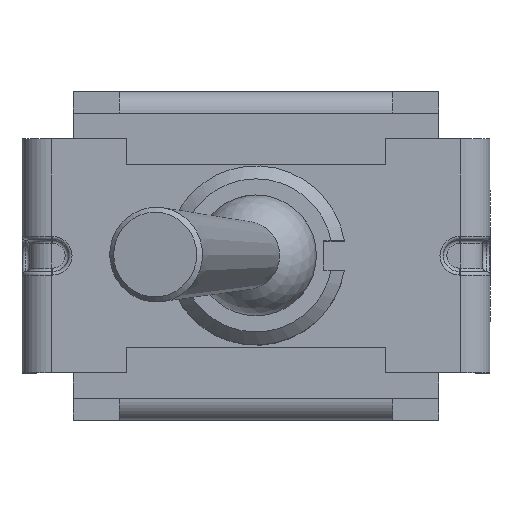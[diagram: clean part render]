
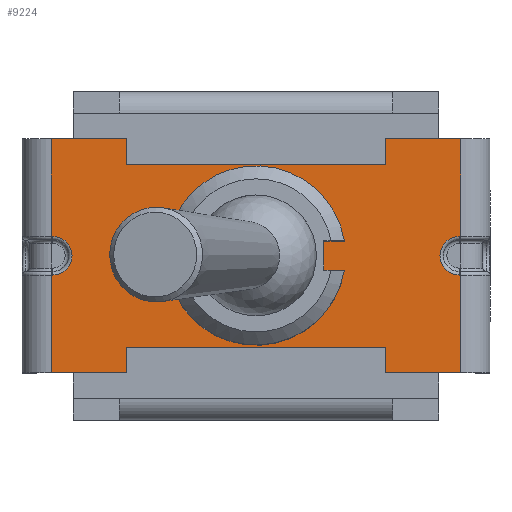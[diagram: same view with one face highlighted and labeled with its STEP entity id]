
A CAD part, top view. The second image highlights one B-rep face of the part: STEP entity #9224.
In plain terms, the highlighted planar face has unit normal (0, 0, 1).
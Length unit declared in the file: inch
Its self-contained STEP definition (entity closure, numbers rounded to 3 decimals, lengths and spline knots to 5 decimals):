
#69=FACE_BOUND('',#3585,.T.);
#517=PLANE('',#10083);
#1165=LINE('',#14344,#2167);
#1226=LINE('',#14528,#2228);
#1247=LINE('',#14655,#2249);
#1252=LINE('',#14675,#2254);
#1253=LINE('',#14682,#2255);
#1277=LINE('',#14764,#2279);
#1299=LINE('',#14928,#2301);
#1322=LINE('',#14990,#2324);
#1323=LINE('',#15001,#2325);
#1334=LINE('',#15026,#2336);
#1338=LINE('',#15032,#2340);
#1340=LINE('',#15036,#2342);
#1343=LINE('',#15042,#2345);
#1345=LINE('',#15045,#2347);
#1346=LINE('',#15047,#2348);
#1347=LINE('',#15050,#2349);
#1350=LINE('',#15055,#2352);
#1351=LINE('',#15057,#2353);
#1392=LINE('',#15176,#2394);
#1393=LINE('',#15178,#2395);
#1394=LINE('',#15180,#2396);
#2167=VECTOR('',#11638,0.3937);
#2228=VECTOR('',#11797,0.3937);
#2249=VECTOR('',#11934,0.3937);
#2254=VECTOR('',#11959,0.3937);
#2255=VECTOR('',#11970,0.3937);
#2279=VECTOR('',#12066,0.3937);
#2301=VECTOR('',#12192,0.3937);
#2324=VECTOR('',#12247,0.3937);
#2325=VECTOR('',#12266,0.3937);
#2336=VECTOR('',#12301,0.3937);
#2340=VECTOR('',#12307,0.3937);
#2342=VECTOR('',#12311,0.3937);
#2345=VECTOR('',#12316,0.3937);
#2347=VECTOR('',#12320,0.3937);
#2348=VECTOR('',#12323,0.3937);
#2349=VECTOR('',#12326,0.3937);
#2352=VECTOR('',#12331,0.3937);
#2353=VECTOR('',#12334,0.3937);
#2394=VECTOR('',#12483,0.3937);
#2395=VECTOR('',#12484,0.3937);
#2396=VECTOR('',#12485,0.3937);
#3046=FACE_OUTER_BOUND('',#3584,.T.);
#3584=EDGE_LOOP('',(#8310,#8311,#8312,#8313,#8314,#8315,#8316,#8317,#8318,
#8319,#8320,#8321,#8322,#8323,#8324,#8325,#8326,#8327,#8328,#8329));
#3585=EDGE_LOOP('',(#8330,#8331,#8332,#8333));
#3858=CIRCLE('',#9894,0.02638);
#3915=CIRCLE('',#10005,0.02638);
#3936=CIRCLE('',#10084,0.12244);
#4403=VERTEX_POINT('',#14333);
#4407=VERTEX_POINT('',#14342);
#4480=VERTEX_POINT('',#14524);
#4481=VERTEX_POINT('',#14526);
#4508=VERTEX_POINT('',#14652);
#4509=VERTEX_POINT('',#14654);
#4514=VERTEX_POINT('',#14674);
#4515=VERTEX_POINT('',#14678);
#4535=VERTEX_POINT('',#14758);
#4537=VERTEX_POINT('',#14762);
#4570=VERTEX_POINT('',#14925);
#4594=VERTEX_POINT('',#14989);
#4595=VERTEX_POINT('',#14995);
#4597=VERTEX_POINT('',#15024);
#4598=VERTEX_POINT('',#15029);
#4599=VERTEX_POINT('',#15034);
#4600=VERTEX_POINT('',#15039);
#4601=VERTEX_POINT('',#15041);
#4602=VERTEX_POINT('',#15049);
#4603=VERTEX_POINT('',#15053);
#4626=VERTEX_POINT('',#15174);
#4627=VERTEX_POINT('',#15175);
#4628=VERTEX_POINT('',#15177);
#4629=VERTEX_POINT('',#15179);
#5503=EDGE_CURVE('',#4407,#4403,#1165,.T.);
#5594=EDGE_CURVE('',#4480,#4481,#1226,.T.);
#5648=EDGE_CURVE('',#4509,#4508,#1247,.T.);
#5658=EDGE_CURVE('',#4480,#4514,#1252,.T.);
#5660=EDGE_CURVE('',#4514,#4515,#3858,.T.);
#5662=EDGE_CURVE('',#4515,#4508,#1253,.T.);
#5702=EDGE_CURVE('',#4535,#4537,#1277,.T.);
#5759=EDGE_CURVE('',#4407,#4570,#1299,.T.);
#5791=EDGE_CURVE('',#4535,#4594,#1322,.T.);
#5794=EDGE_CURVE('',#4594,#4595,#3915,.T.);
#5797=EDGE_CURVE('',#4595,#4570,#1323,.T.);
#5809=EDGE_CURVE('',#4597,#4537,#1334,.T.);
#5813=EDGE_CURVE('',#4509,#4598,#1338,.T.);
#5815=EDGE_CURVE('',#4599,#4481,#1340,.T.);
#5818=EDGE_CURVE('',#4601,#4600,#1343,.T.);
#5820=EDGE_CURVE('',#4600,#4598,#1345,.T.);
#5821=EDGE_CURVE('',#4597,#4601,#1346,.T.);
#5822=EDGE_CURVE('',#4602,#4403,#1347,.T.);
#5825=EDGE_CURVE('',#4599,#4603,#1350,.T.);
#5826=EDGE_CURVE('',#4603,#4602,#1351,.T.);
#5884=EDGE_CURVE('',#4626,#4627,#1392,.T.);
#5885=EDGE_CURVE('',#4627,#4628,#1393,.T.);
#5886=EDGE_CURVE('',#4628,#4629,#1394,.T.);
#5887=EDGE_CURVE('',#4629,#4626,#3936,.T.);
#8310=ORIENTED_EDGE('',*,*,#5825,.T.);
#8311=ORIENTED_EDGE('',*,*,#5826,.T.);
#8312=ORIENTED_EDGE('',*,*,#5822,.T.);
#8313=ORIENTED_EDGE('',*,*,#5503,.F.);
#8314=ORIENTED_EDGE('',*,*,#5759,.T.);
#8315=ORIENTED_EDGE('',*,*,#5797,.F.);
#8316=ORIENTED_EDGE('',*,*,#5794,.F.);
#8317=ORIENTED_EDGE('',*,*,#5791,.F.);
#8318=ORIENTED_EDGE('',*,*,#5702,.T.);
#8319=ORIENTED_EDGE('',*,*,#5809,.F.);
#8320=ORIENTED_EDGE('',*,*,#5821,.T.);
#8321=ORIENTED_EDGE('',*,*,#5818,.T.);
#8322=ORIENTED_EDGE('',*,*,#5820,.T.);
#8323=ORIENTED_EDGE('',*,*,#5813,.F.);
#8324=ORIENTED_EDGE('',*,*,#5648,.T.);
#8325=ORIENTED_EDGE('',*,*,#5662,.F.);
#8326=ORIENTED_EDGE('',*,*,#5660,.F.);
#8327=ORIENTED_EDGE('',*,*,#5658,.F.);
#8328=ORIENTED_EDGE('',*,*,#5594,.T.);
#8329=ORIENTED_EDGE('',*,*,#5815,.F.);
#8330=ORIENTED_EDGE('',*,*,#5884,.T.);
#8331=ORIENTED_EDGE('',*,*,#5885,.T.);
#8332=ORIENTED_EDGE('',*,*,#5886,.T.);
#8333=ORIENTED_EDGE('',*,*,#5887,.T.);
#9224=ADVANCED_FACE('',(#3046,#69),#517,.T.);
#9894=AXIS2_PLACEMENT_3D('',#14679,#11964,#11965);
#10005=AXIS2_PLACEMENT_3D('',#14996,#12256,#12257);
#10083=AXIS2_PLACEMENT_3D('',#15173,#12481,#12482);
#10084=AXIS2_PLACEMENT_3D('',#15181,#12486,#12487);
#11638=DIRECTION('',(-1.,0.,0.));
#11797=DIRECTION('',(0.,-1.,0.));
#11934=DIRECTION('',(0.,-1.,0.));
#11959=DIRECTION('',(1.,0.,0.));
#11964=DIRECTION('center_axis',(0.,0.,
1.));
#11965=DIRECTION('ref_axis',(1.,0.,0.));
#11970=DIRECTION('',(-1.,0.,0.));
#12066=DIRECTION('',(0.,1.,0.));
#12192=DIRECTION('',(0.,1.,0.));
#12247=DIRECTION('',(-1.,0.,0.));
#12256=DIRECTION('center_axis',(0.,0.,
1.));
#12257=DIRECTION('ref_axis',(-1.,0.,0.));
#12266=DIRECTION('',(1.,0.,0.));
#12301=DIRECTION('',(1.,0.,0.));
#12307=DIRECTION('',(1.,0.,0.));
#12311=DIRECTION('',(-1.,0.,0.));
#12316=DIRECTION('',(-1.,0.,0.));
#12320=DIRECTION('',(0.,1.,0.));
#12323=DIRECTION('',(0.,-1.,0.));
#12326=DIRECTION('',(0.,-1.,0.));
#12331=DIRECTION('',(0.,1.,0.));
#12334=DIRECTION('',(1.,0.,0.));
#12481=DIRECTION('center_axis',(0.,0.,
1.));
#12482=DIRECTION('ref_axis',(-1.,0.,0.));
#12483=DIRECTION('',(-1.,0.,0.));
#12484=DIRECTION('',(0.,-1.,0.));
#12485=DIRECTION('',(1.,0.,0.));
#12486=DIRECTION('center_axis',(0.,0.,
-1.));
#12487=DIRECTION('ref_axis',(0.986,0.164,0.));
#14333=CARTESIAN_POINT('',(0.17717,-0.16004,0.37008));
#14342=CARTESIAN_POINT('',(0.27992,-0.16004,0.37008));
#14344=CARTESIAN_POINT('',(0.32008,-0.16004,0.37008));
#14524=CARTESIAN_POINT('',(-0.27992,-0.02638,0.37008));
#14526=CARTESIAN_POINT('',(-0.27992,-0.16004,0.37008));
#14528=CARTESIAN_POINT('',(-0.27992,0.08002,0.37008));
#14652=CARTESIAN_POINT('',(-0.27992,0.02638,0.37008));
#14654=CARTESIAN_POINT('',(-0.27992,0.16004,0.37008));
#14655=CARTESIAN_POINT('',(-0.27992,0.08002,0.37008));
#14674=CARTESIAN_POINT('',(-0.27795,-0.02638,0.37008));
#14675=CARTESIAN_POINT('',(-0.16004,-0.02638,0.37008));
#14678=CARTESIAN_POINT('',(-0.27795,0.02638,0.37008));
#14679=CARTESIAN_POINT('Origin',(-0.27795,0.,
0.37008));
#14682=CARTESIAN_POINT('',(-0.16004,0.02638,0.37008));
#14758=CARTESIAN_POINT('',(0.27992,0.02638,0.37008));
#14762=CARTESIAN_POINT('',(0.27992,0.16004,0.37008));
#14764=CARTESIAN_POINT('',(0.27992,-0.08002,0.37008));
#14925=CARTESIAN_POINT('',(0.27992,-0.02638,0.37008));
#14928=CARTESIAN_POINT('',(0.27992,-0.08002,0.37008));
#14989=CARTESIAN_POINT('',(0.27795,0.02638,0.37008));
#14990=CARTESIAN_POINT('',(0.16004,0.02638,0.37008));
#14995=CARTESIAN_POINT('',(0.27795,-0.02638,0.37008));
#14996=CARTESIAN_POINT('Origin',(0.27795,0.,
0.37008));
#15001=CARTESIAN_POINT('',(0.16004,-0.02638,0.37008));
#15024=CARTESIAN_POINT('',(0.17717,0.16004,0.37008));
#15026=CARTESIAN_POINT('',(-0.32008,0.16004,0.37008));
#15029=CARTESIAN_POINT('',(-0.17717,0.16004,0.37008));
#15032=CARTESIAN_POINT('',(-0.32008,0.16004,0.37008));
#15034=CARTESIAN_POINT('',(-0.17717,-0.16004,0.37008));
#15036=CARTESIAN_POINT('',(0.32008,-0.16004,0.37008));
#15039=CARTESIAN_POINT('',(-0.17717,0.12539,0.37008));
#15041=CARTESIAN_POINT('',(0.17717,0.12539,0.37008));
#15042=CARTESIAN_POINT('',(-0.08858,0.12539,0.37008));
#15045=CARTESIAN_POINT('',(-0.17717,0.08002,0.37008));
#15047=CARTESIAN_POINT('',(0.17717,0.0627,0.37008));
#15049=CARTESIAN_POINT('',(0.17717,-0.12539,0.37008));
#15050=CARTESIAN_POINT('',(0.17717,-0.08002,0.37008));
#15053=CARTESIAN_POINT('',(-0.17717,-0.12539,0.37008));
#15055=CARTESIAN_POINT('',(-0.17717,-0.0627,0.37008));
#15057=CARTESIAN_POINT('',(0.08858,-0.12539,0.37008));
#15173=CARTESIAN_POINT('Origin',(0.,0.,
0.37008));
#15174=CARTESIAN_POINT('',(0.12078,0.02008,0.37008));
#15175=CARTESIAN_POINT('',(0.09283,0.02008,0.37008));
#15176=CARTESIAN_POINT('',(0.06039,0.02008,0.37008));
#15177=CARTESIAN_POINT('',(0.09283,-0.02008,0.37008));
#15178=CARTESIAN_POINT('',(0.09283,0.01004,0.37008));
#15179=CARTESIAN_POINT('',(0.12078,-0.02008,0.37008));
#15180=CARTESIAN_POINT('',(0.04642,-0.02008,0.37008));
#15181=CARTESIAN_POINT('Origin',(0.,0.,
0.37008));
